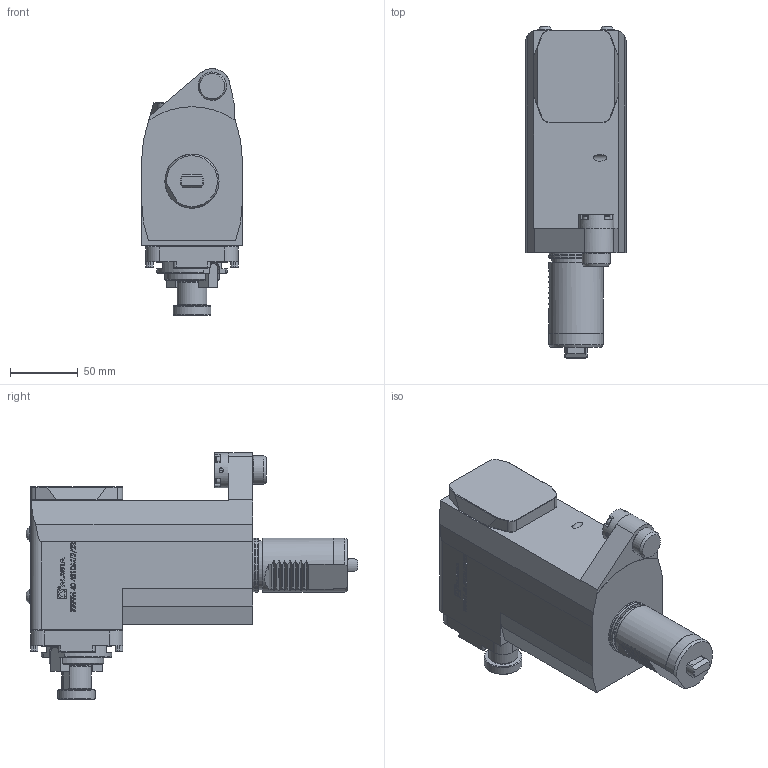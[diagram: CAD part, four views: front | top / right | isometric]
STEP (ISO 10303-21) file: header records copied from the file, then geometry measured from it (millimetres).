
FILE_DESCRIPTION (( 'STEP AP214' ), '1' );
FILE_NAME ('RRPFH40421DMZ222.STEP', '2024-02-09T07:03:16', ( '' ), ( '' ), 'SwSTEP 2.0', 'SolidWorks 2023', '' );
FILE_SCHEMA (( 'AUTOMOTIVE_DESIGN' ));
Length unit declared in the file: millimetre
Products named in the file (1): RRPFH40421DMZ222
Bounding box: 74 x 245.1 x 182 mm (x, y, z)
Volume: 1404374.5 mm3; surface area: 116318.9 mm2
Topology: 10 solids, 10 shells, 795 faces, 2025 edges, 1320 vertices
Faces by surface type: plane 497, cylinder 147, bspline 65, cone 63, torus 19, sphere 4
Full cylindrical faces by diameter (mm): 1.7 x1, 2.1 x1, 3 x4, 5 x1, 5.5 x8, 6.366 x1, 9.9 x1, 10 x1, 10.5 x4, 10.9 x1, 15.2 x2, 19.48 x1, 21 x2, 26 x2, 28 x2, 36 x1, 39.6 x1, 40 x2, 52 x1, 55 x1, 56 x1, 56.2 x1
Entity records: 32272 total; most frequent: CARTESIAN_POINT 10122, ORIENTED_EDGE 3834, DIRECTION 3520, EDGE_CURVE 1917, VERTEX_POINT 1290, LINE 1274, VECTOR 1274, AXIS2_PLACEMENT_3D 1123
